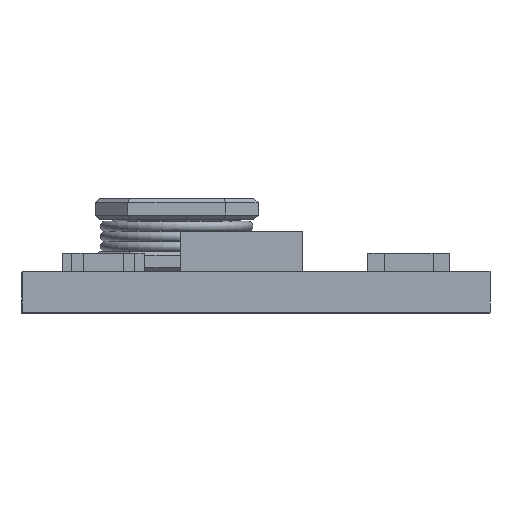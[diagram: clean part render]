
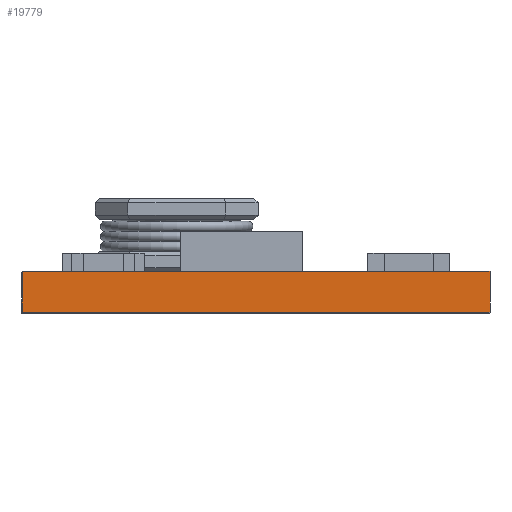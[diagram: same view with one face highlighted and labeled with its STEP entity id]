
A CAD part, top view. The second image highlights one B-rep face of the part: STEP entity #19779.
In plain terms, the highlighted planar face has unit normal (0, 0, 1).
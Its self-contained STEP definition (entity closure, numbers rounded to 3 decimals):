
#706 = ORIENTED_EDGE ( 'NONE', *, *, #5045, .F. ) ;
#838 = CARTESIAN_POINT ( 'NONE',  ( -5.75, -0.5, 7.65 ) ) ;
#875 = ORIENTED_EDGE ( 'NONE', *, *, #18650, .T. ) ;
#944 = DIRECTION ( 'NONE',  ( 0., 1., 0. ) ) ;
#1721 = CARTESIAN_POINT ( 'NONE',  ( -5.75, 0.5, 7.65 ) ) ;
#3999 = AXIS2_PLACEMENT_3D ( 'NONE', #838, #20585, #5773 ) ;
#4688 = CARTESIAN_POINT ( 'NONE',  ( 5.75, -0.5, 7.65 ) ) ;
#4703 = VECTOR ( 'NONE', #944, 1000. ) ;
#4846 = EDGE_LOOP ( 'NONE', ( #8560, #706, #13852, #875 ) ) ;
#5045 = EDGE_CURVE ( 'NONE', #13733, #8169, #18929, .T. ) ;
#5176 = DIRECTION ( 'NONE',  ( 1., 0., 0. ) ) ;
#5773 = DIRECTION ( 'NONE',  ( 1., 0., 0. ) ) ;
#5980 = CARTESIAN_POINT ( 'NONE',  ( -5.75, -0.5, 7.65 ) ) ;
#6183 = LINE ( 'NONE', #19484, #13194 ) ;
#6514 = DIRECTION ( 'NONE',  ( 1., 0., 0. ) ) ;
#6518 = CARTESIAN_POINT ( 'NONE',  ( -5.75, 0.5, 7.65 ) ) ;
#7810 = LINE ( 'NONE', #4688, #8073 ) ;
#8073 = VECTOR ( 'NONE', #20992, 1000. ) ;
#8169 = VERTEX_POINT ( 'NONE', #6518 ) ;
#8560 = ORIENTED_EDGE ( 'NONE', *, *, #17182, .F. ) ;
#8653 = VECTOR ( 'NONE', #5176, 1000. ) ;
#9569 = CARTESIAN_POINT ( 'NONE',  ( -5.75, -0.5, 7.65 ) ) ;
#10414 = VERTEX_POINT ( 'NONE', #13339 ) ;
#11519 = LINE ( 'NONE', #1721, #8653 ) ;
#13194 = VECTOR ( 'NONE', #6514, 1000. ) ;
#13339 = CARTESIAN_POINT ( 'NONE',  ( 5.75, -0.5, 7.65 ) ) ;
#13733 = VERTEX_POINT ( 'NONE', #9569 ) ;
#13852 = ORIENTED_EDGE ( 'NONE', *, *, #18690, .T. ) ;
#14158 = FACE_OUTER_BOUND ( 'NONE', #4846, .T. ) ;
#14492 = VERTEX_POINT ( 'NONE', #19098 ) ;
#17182 = EDGE_CURVE ( 'NONE', #8169, #14492, #11519, .T. ) ;
#17612 = PLANE ( 'NONE',  #3999 ) ;
#18650 = EDGE_CURVE ( 'NONE', #10414, #14492, #7810, .T. ) ;
#18690 = EDGE_CURVE ( 'NONE', #13733, #10414, #6183, .T. ) ;
#18929 = LINE ( 'NONE', #5980, #4703 ) ;
#19098 = CARTESIAN_POINT ( 'NONE',  ( 5.75, 0.5, 7.65 ) ) ;
#19484 = CARTESIAN_POINT ( 'NONE',  ( -5.75, -0.5, 7.65 ) ) ;
#19779 = ADVANCED_FACE ( 'NONE', ( #14158 ), #17612, .T. ) ;
#20585 = DIRECTION ( 'NONE',  ( 0., 0., 1. ) ) ;
#20992 = DIRECTION ( 'NONE',  ( 0., 1., 0. ) ) ;
